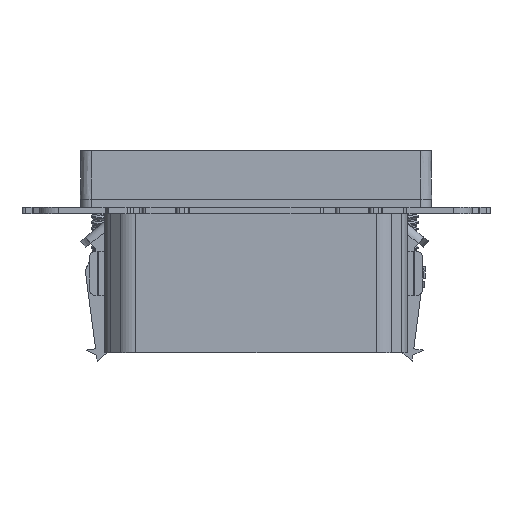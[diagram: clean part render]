
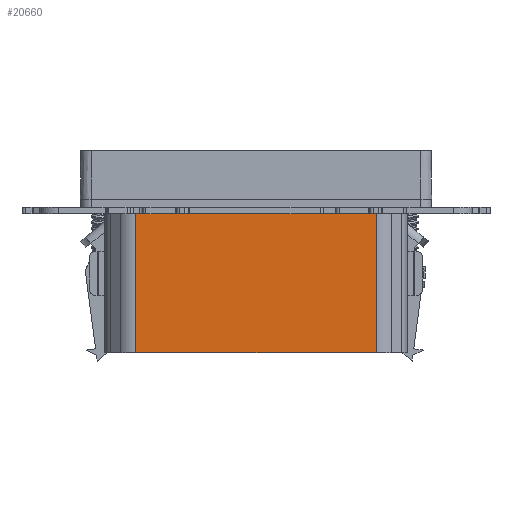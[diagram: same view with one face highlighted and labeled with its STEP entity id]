
A CAD part, front view. The second image highlights one B-rep face of the part: STEP entity #20660.
In plain terms, the highlighted planar face has unit normal (0, -1, 0).
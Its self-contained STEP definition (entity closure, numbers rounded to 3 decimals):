
#1970 = LINE ( 'NONE', #17927, #19079 ) ;
#2800 = VERTEX_POINT ( 'NONE', #27555 ) ;
#5709 = CARTESIAN_POINT ( 'NONE',  ( -19.107, -24.15, 0. ) ) ;
#5738 = LINE ( 'NONE', #37129, #19760 ) ;
#5903 = DIRECTION ( 'NONE',  ( 0., 0., 1. ) ) ;
#6033 = CARTESIAN_POINT ( 'NONE',  ( 19.107, -24.15, -22.106 ) ) ;
#6653 = ORIENTED_EDGE ( 'NONE', *, *, #27317, .T. ) ;
#8398 = FACE_OUTER_BOUND ( 'NONE', #15353, .T. ) ;
#8656 = DIRECTION ( 'NONE',  ( -1., 0., 0. ) ) ;
#13889 = LINE ( 'NONE', #6033, #38937 ) ;
#15353 = EDGE_LOOP ( 'NONE', ( #6653, #16634, #26969, #26226 ) ) ;
#16634 = ORIENTED_EDGE ( 'NONE', *, *, #50914, .F. ) ;
#17927 = CARTESIAN_POINT ( 'NONE',  ( -19.107, -24.15, -22.106 ) ) ;
#19079 = VECTOR ( 'NONE', #5903, 1000. ) ;
#19760 = VECTOR ( 'NONE', #21962, 1000. ) ;
#20660 = ADVANCED_FACE ( 'NONE', ( #8398 ), #24359, .F. ) ;
#21962 = DIRECTION ( 'NONE',  ( -1., 0., 0. ) ) ;
#23692 = LINE ( 'NONE', #47729, #38873 ) ;
#24359 = PLANE ( 'NONE',  #28134 ) ;
#26226 = ORIENTED_EDGE ( 'NONE', *, *, #29210, .T. ) ;
#26969 = ORIENTED_EDGE ( 'NONE', *, *, #45256, .F. ) ;
#27317 = EDGE_CURVE ( 'NONE', #34175, #29604, #23692, .T. ) ;
#27555 = CARTESIAN_POINT ( 'NONE',  ( 19.107, -24.15, -22.106 ) ) ;
#28134 = AXIS2_PLACEMENT_3D ( 'NONE', #36390, #48395, #8656 ) ;
#29210 = EDGE_CURVE ( 'NONE', #2800, #34175, #13889, .T. ) ;
#29335 = VERTEX_POINT ( 'NONE', #31112 ) ;
#29604 = VERTEX_POINT ( 'NONE', #5709 ) ;
#31112 = CARTESIAN_POINT ( 'NONE',  ( -19.107, -24.15, -22.106 ) ) ;
#34175 = VERTEX_POINT ( 'NONE', #40354 ) ;
#36390 = CARTESIAN_POINT ( 'NONE',  ( 19.107, -24.15, -22.106 ) ) ;
#37129 = CARTESIAN_POINT ( 'NONE',  ( 19.107, -24.15, -22.106 ) ) ;
#38873 = VECTOR ( 'NONE', #43548, 1000. ) ;
#38937 = VECTOR ( 'NONE', #44997, 1000. ) ;
#40354 = CARTESIAN_POINT ( 'NONE',  ( 19.107, -24.15, 0. ) ) ;
#43548 = DIRECTION ( 'NONE',  ( -1., 0., 0. ) ) ;
#44997 = DIRECTION ( 'NONE',  ( 0., 0., 1. ) ) ;
#45256 = EDGE_CURVE ( 'NONE', #2800, #29335, #5738, .T. ) ;
#47729 = CARTESIAN_POINT ( 'NONE',  ( 19.107, -24.15, 0. ) ) ;
#48395 = DIRECTION ( 'NONE',  ( 0., 1., 0. ) ) ;
#50914 = EDGE_CURVE ( 'NONE', #29335, #29604, #1970, .T. ) ;
